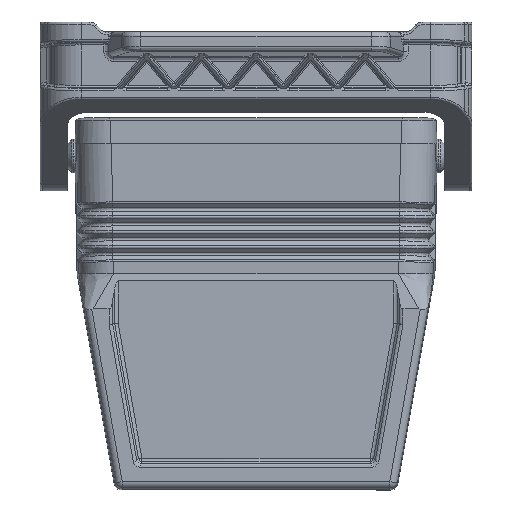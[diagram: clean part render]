
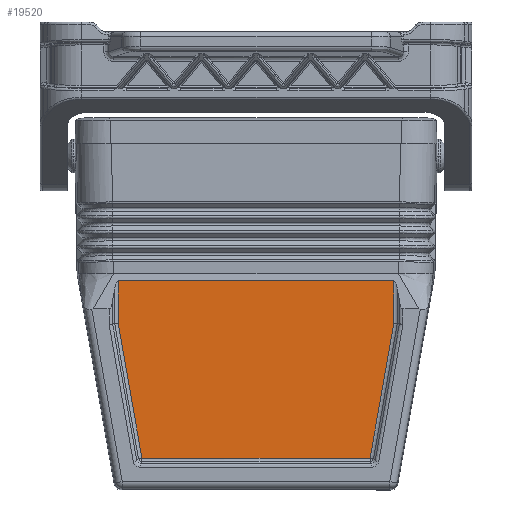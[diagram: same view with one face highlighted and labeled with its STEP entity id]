
A CAD part, front view. The second image highlights one B-rep face of the part: STEP entity #19520.
In plain terms, the highlighted face is planar.
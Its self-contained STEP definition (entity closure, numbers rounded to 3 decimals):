
#5970=CARTESIAN_POINT('',(117.12,4.434,
63.586));
#5980=VERTEX_POINT('',#5970);
#8640=CARTESIAN_POINT('',(117.12,-0.345,
27.871));
#8650=VERTEX_POINT('',#8640);
#8680=CARTESIAN_POINT('',(117.12,25.163,
27.871));
#8690=DIRECTION('',(0.,-1.,0.));
#8700=VECTOR('',#8690,1.);
#8710=LINE('',#8680,#8700);
#8720=CARTESIAN_POINT('',(117.12,55.165,
27.871));
#8730=VERTEX_POINT('',#8720);
#8740=EDGE_CURVE('',#8730,#8650,#8710,.T.);
#19080=CARTESIAN_POINT('',(117.12,54.827,
50.993));
#19090=DIRECTION('',(1.,0.,0.));
#19100=DIRECTION('',(0.,1.,0.));
#19110=AXIS2_PLACEMENT_3D('',#19080,#19090,#19100);
#19120=PLANE('',#19110);
#19130=CARTESIAN_POINT('',(117.12,-0.738,
34.229));
#19140=DIRECTION('',(0.,0.174,0.985));
#19150=VECTOR('',#19140,1.);
#19160=LINE('',#19130,#19150);
#19170=CARTESIAN_POINT('',(117.12,-0.345,
36.458));
#19180=VERTEX_POINT('',#19170);
#19190=EDGE_CURVE('',#19180,#5980,#19160,.T.);
#19200=ORIENTED_EDGE('',*,*,#19190,.F.);
#19210=CARTESIAN_POINT('',(117.12,25.163,
63.586));
#19220=DIRECTION('',(0.,1.,0.));
#19230=VECTOR('',#19220,1.);
#19240=LINE('',#19210,#19230);
#19250=CARTESIAN_POINT('',(117.12,50.387,
63.586));
#19260=VERTEX_POINT('',#19250);
#19270=EDGE_CURVE('',#5980,#19260,#19240,.T.);
#19280=ORIENTED_EDGE('',*,*,#19270,.F.);
#19290=CARTESIAN_POINT('',(117.12,55.559,
34.229));
#19300=DIRECTION('',(0.,-0.174,0.985));
#19310=VECTOR('',#19300,1.);
#19320=LINE('',#19290,#19310);
#19330=CARTESIAN_POINT('',(117.12,55.165,
36.464));
#19340=VERTEX_POINT('',#19330);
#19350=EDGE_CURVE('',#19340,#19260,#19320,.T.);
#19360=ORIENTED_EDGE('',*,*,#19350,.T.);
#19370=CARTESIAN_POINT('',(117.12,55.165,
34.229));
#19380=DIRECTION('',(0.,0.,-1.));
#19390=VECTOR('',#19380,1.);
#19400=LINE('',#19370,#19390);
#19410=EDGE_CURVE('',#19340,#8730,#19400,.T.);
#19420=ORIENTED_EDGE('',*,*,#19410,.F.);
#19430=ORIENTED_EDGE('',*,*,#8740,.F.);
#19440=CARTESIAN_POINT('',(117.12,-0.345,
34.229));
#19450=DIRECTION('',(0.,0.,-1.));
#19460=VECTOR('',#19450,1.);
#19470=LINE('',#19440,#19460);
#19480=EDGE_CURVE('',#19180,#8650,#19470,.T.);
#19490=ORIENTED_EDGE('',*,*,#19480,.T.);
#19500=EDGE_LOOP('',(#19490,#19430,#19420,#19360,#19280,#19200));
#19510=FACE_OUTER_BOUND('',#19500,.T.);
#19520=ADVANCED_FACE('',(#19510),#19120,.T.);
